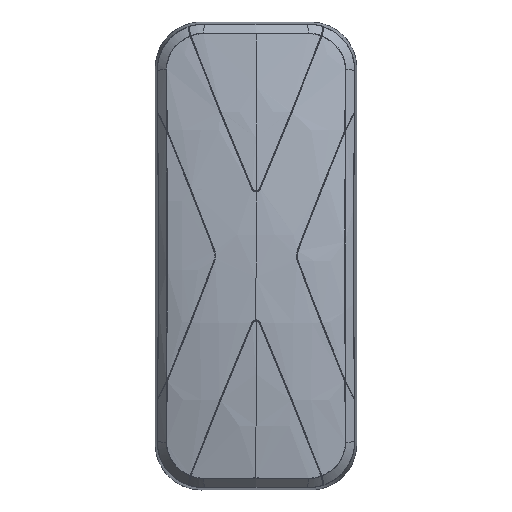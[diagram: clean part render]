
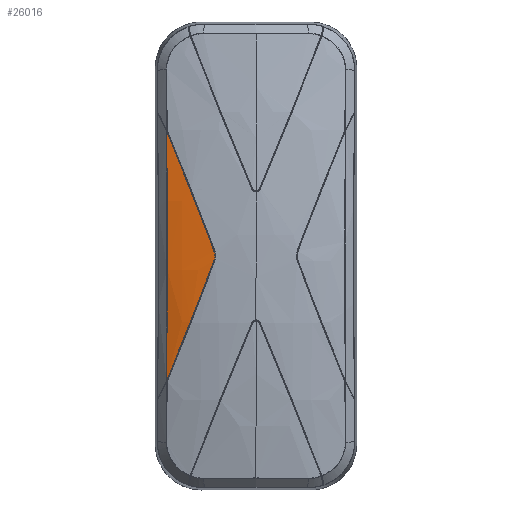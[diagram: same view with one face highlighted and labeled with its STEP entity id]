
A CAD part, top view. The second image highlights one B-rep face of the part: STEP entity #26016.
In plain terms, the highlighted toroidal (fillet/blend) face has major radius 465.589 mm and minor radius 622.923 mm.
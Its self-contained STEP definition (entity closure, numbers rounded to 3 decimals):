
#536 = CARTESIAN_POINT ( 'NONE',  ( -41.231, -57.504, 16.343 ) ) ;
#760 = CARTESIAN_POINT ( 'NONE',  ( -41.053, -31.656, 18.323 ) ) ;
#813 = CARTESIAN_POINT ( 'NONE',  ( -19.074, -0.945, 23.439 ) ) ;
#856 = CARTESIAN_POINT ( 'NONE',  ( -26.552, -20.837, 22.105 ) ) ;
#974 = CARTESIAN_POINT ( 'NONE',  ( -41.039, 28.78, 18.471 ) ) ;
#1146 = CARTESIAN_POINT ( 'NONE',  ( -19.048, -0.758, 23.442 ) ) ;
#1382 = CARTESIAN_POINT ( 'NONE',  ( -19.414, -2.221, 23.394 ) ) ;
#1512 = TOROIDAL_SURFACE ( 'NONE', #13327, -465.59, 622.924 ) ;
#1702 = CARTESIAN_POINT ( 'NONE',  ( -19.005, 0., 23.448 ) ) ;
#2163 = VERTEX_POINT ( 'NONE', #1382 ) ;
#2329 = ORIENTED_EDGE ( 'NONE', *, *, #15824, .F. ) ;
#3202 = CARTESIAN_POINT ( 'NONE',  ( -41.231, 57.504, 16.343 ) ) ;
#3316 = CARTESIAN_POINT ( 'NONE',  ( -40.976, 2.879, 19.17 ) ) ;
#3422 = CARTESIAN_POINT ( 'NONE',  ( -40.991, -14.394, 19.001 ) ) ;
#5236 = CARTESIAN_POINT ( 'NONE',  ( -19.005, 0., 23.448 ) ) ;
#5660 = DIRECTION ( 'NONE',  ( 0., -1., 0. ) ) ;
#5824 = CARTESIAN_POINT ( 'NONE',  ( -22.961, -11.559, 22.919 ) ) ;
#5833 = CARTESIAN_POINT ( 'NONE',  ( -40.986, -11.516, 19.064 ) ) ;
#5864 = ORIENTED_EDGE ( 'NONE', *, *, #22155, .T. ) ;
#6214 = CARTESIAN_POINT ( 'NONE',  ( -19.278, -1.864, 23.412 ) ) ;
#6308 = B_SPLINE_CURVE_WITH_KNOTS ( 'NONE', 3,
 ( #536, #26313, #10726, #15797, #18303, #23527, #26099, #760, #18519, #23423, #10618, #3422, #5833, #28859, #28538, #3316, #8381, #13321, #26209, #13644, #31409, #974, #13208, #23845, #10834, #16004, #8595, #20869, #28437, #3202 ),
 .UNSPECIFIED., .F., .F.,
 ( 4, 2, 2, 2, 2, 2, 2, 2, 2, 2, 2, 2, 2, 2, 4 ),
 ( 0., 0.05, 0.125, 0.2, 0.275, 0.35, 0.425, 0.5, 0.575, 0.65, 0.725, 0.8, 0.875, 0.95, 1. ),
 .UNSPECIFIED. ) ;
#6526 = B_SPLINE_CURVE_WITH_KNOTS ( 'NONE', 3,
 ( #28693, #6214, #21237, #813, #1146, #8432, #8647, #13703 ),
 .UNSPECIFIED., .F., .F.,
 ( 4, 2, 2, 4 ),
 ( 0., 0.001, 0.002, 0.002 ),
 .UNSPECIFIED. ) ;
#7004 = CARTESIAN_POINT ( 'NONE',  ( -19.414, 2.221, 23.394 ) ) ;
#7425 = CARTESIAN_POINT ( 'NONE',  ( -19.414, 2.221, 23.394 ) ) ;
#7520 = CARTESIAN_POINT ( 'NONE',  ( -33.822, 39.267, 19.77 ) ) ;
#8381 = CARTESIAN_POINT ( 'NONE',  ( -40.978, 5.758, 19.149 ) ) ;
#8432 = CARTESIAN_POINT ( 'NONE',  ( -19.014, -0.381, 23.447 ) ) ;
#8595 = CARTESIAN_POINT ( 'NONE',  ( -41.16, 48.889, 17.136 ) ) ;
#8647 = CARTESIAN_POINT ( 'NONE',  ( -19.005, -0.19, 23.448 ) ) ;
#8806 = VERTEX_POINT ( 'NONE', #25748 ) ;
#9335 = CARTESIAN_POINT ( 'NONE',  ( -19.039, 0.755, 23.443 ) ) ;
#10119 = CARTESIAN_POINT ( 'NONE',  ( -41.231, -57.504, 16.343 ) ) ;
#10187 = CARTESIAN_POINT ( 'NONE',  ( -41.231, 57.504, 16.343 ) ) ;
#10618 = CARTESIAN_POINT ( 'NONE',  ( -41.007, -20.15, 18.831 ) ) ;
#10726 = CARTESIAN_POINT ( 'NONE',  ( -41.198, -53.673, 16.712 ) ) ;
#10834 = CARTESIAN_POINT ( 'NONE',  ( -41.1, 40.277, 17.793 ) ) ;
#11995 = B_SPLINE_CURVE_WITH_KNOTS ( 'NONE', 3,
 ( #10187, #32839, #7520, #12303, #25344, #27762 ),
 .UNSPECIFIED., .F., .F.,
 ( 4, 2, 4 ),
 ( 0., 0.03, 0.06 ),
 .UNSPECIFIED. ) ;
#12303 = CARTESIAN_POINT ( 'NONE',  ( -26.552, 20.837, 22.105 ) ) ;
#13201 = CARTESIAN_POINT ( 'NONE',  ( -37.503, -48.42, 18.248 ) ) ;
#13208 = CARTESIAN_POINT ( 'NONE',  ( -41.053, 31.656, 18.323 ) ) ;
#13321 = CARTESIAN_POINT ( 'NONE',  ( -40.986, 11.516, 19.064 ) ) ;
#13327 = AXIS2_PLACEMENT_3D ( 'NONE', #15516, #5660, #28692 ) ;
#13636 = CARTESIAN_POINT ( 'NONE',  ( -33.822, -39.267, 19.77 ) ) ;
#13644 = CARTESIAN_POINT ( 'NONE',  ( -41.007, 20.15, 18.831 ) ) ;
#13703 = CARTESIAN_POINT ( 'NONE',  ( -19.005, 0., 23.448 ) ) ;
#14042 = VERTEX_POINT ( 'NONE', #5236 ) ;
#15516 = CARTESIAN_POINT ( 'NONE',  ( 0., 0., -132.734 ) ) ;
#15788 = CARTESIAN_POINT ( 'NONE',  ( -19.414, -2.221, 23.394 ) ) ;
#15797 = CARTESIAN_POINT ( 'NONE',  ( -41.16, -48.889, 17.136 ) ) ;
#15824 = EDGE_CURVE ( 'NONE', #2163, #22411, #27353, .T. ) ;
#16004 = CARTESIAN_POINT ( 'NONE',  ( -41.139, 46.019, 17.369 ) ) ;
#16287 = EDGE_CURVE ( 'NONE', #8806, #32844, #11995, .T. ) ;
#16787 = B_SPLINE_CURVE_WITH_KNOTS ( 'NONE', 3,
 ( #1702, #22130, #9335, #27025, #24688, #7004 ),
 .UNSPECIFIED., .F., .F.,
 ( 4, 2, 4 ),
 ( 0.002, 0.003, 0.005 ),
 .UNSPECIFIED. ) ;
#17287 = ORIENTED_EDGE ( 'NONE', *, *, #22263, .T. ) ;
#18296 = CARTESIAN_POINT ( 'NONE',  ( -41.231, -57.504, 16.343 ) ) ;
#18303 = CARTESIAN_POINT ( 'NONE',  ( -41.139, -46.019, 17.369 ) ) ;
#18519 = CARTESIAN_POINT ( 'NONE',  ( -41.039, -28.78, 18.471 ) ) ;
#19599 = EDGE_CURVE ( 'NONE', #22411, #8806, #6308, .T. ) ;
#19811 = ORIENTED_EDGE ( 'NONE', *, *, #19599, .F. ) ;
#20869 = CARTESIAN_POINT ( 'NONE',  ( -41.198, 53.673, 16.712 ) ) ;
#21237 = CARTESIAN_POINT ( 'NONE',  ( -19.177, -1.501, 23.425 ) ) ;
#21391 = FACE_OUTER_BOUND ( 'NONE', #32637, .T. ) ;
#22130 = CARTESIAN_POINT ( 'NONE',  ( -19.005, 0.38, 23.448 ) ) ;
#22155 = EDGE_CURVE ( 'NONE', #2163, #14042, #6526, .T. ) ;
#22263 = EDGE_CURVE ( 'NONE', #14042, #32844, #16787, .T. ) ;
#22411 = VERTEX_POINT ( 'NONE', #10119 ) ;
#23423 = CARTESIAN_POINT ( 'NONE',  ( -41.016, -23.028, 18.725 ) ) ;
#23527 = CARTESIAN_POINT ( 'NONE',  ( -41.1, -40.277, 17.793 ) ) ;
#23845 = CARTESIAN_POINT ( 'NONE',  ( -41.083, 37.404, 17.984 ) ) ;
#24688 = CARTESIAN_POINT ( 'NONE',  ( -19.278, 1.864, 23.412 ) ) ;
#25344 = CARTESIAN_POINT ( 'NONE',  ( -22.961, 11.559, 22.919 ) ) ;
#25748 = CARTESIAN_POINT ( 'NONE',  ( -41.231, 57.504, 16.343 ) ) ;
#26016 = ADVANCED_FACE ( 'NONE', ( #21391 ), #1512, .T. ) ;
#26099 = CARTESIAN_POINT ( 'NONE',  ( -41.083, -37.404, 17.984 ) ) ;
#26122 = ORIENTED_EDGE ( 'NONE', *, *, #16287, .F. ) ;
#26209 = CARTESIAN_POINT ( 'NONE',  ( -40.991, 14.394, 19.001 ) ) ;
#26313 = CARTESIAN_POINT ( 'NONE',  ( -41.214, -55.589, 16.532 ) ) ;
#27025 = CARTESIAN_POINT ( 'NONE',  ( -19.176, 1.496, 23.425 ) ) ;
#27353 = B_SPLINE_CURVE_WITH_KNOTS ( 'NONE', 3,
 ( #15788, #5824, #856, #13636, #13201, #18296 ),
 .UNSPECIFIED., .F., .F.,
 ( 4, 2, 4 ),
 ( 0., 0.03, 0.06 ),
 .UNSPECIFIED. ) ;
#27762 = CARTESIAN_POINT ( 'NONE',  ( -19.414, 2.221, 23.394 ) ) ;
#28437 = CARTESIAN_POINT ( 'NONE',  ( -41.214, 55.589, 16.532 ) ) ;
#28538 = CARTESIAN_POINT ( 'NONE',  ( -40.976, -2.879, 19.17 ) ) ;
#28692 = DIRECTION ( 'NONE',  ( 0., 0., 1. ) ) ;
#28693 = CARTESIAN_POINT ( 'NONE',  ( -19.414, -2.221, 23.394 ) ) ;
#28859 = CARTESIAN_POINT ( 'NONE',  ( -40.978, -5.758, 19.149 ) ) ;
#31409 = CARTESIAN_POINT ( 'NONE',  ( -41.016, 23.028, 18.725 ) ) ;
#32637 = EDGE_LOOP ( 'NONE', ( #5864, #17287, #26122, #19811, #2329 ) ) ;
#32839 = CARTESIAN_POINT ( 'NONE',  ( -37.503, 48.42, 18.248 ) ) ;
#32844 = VERTEX_POINT ( 'NONE', #7425 ) ;
